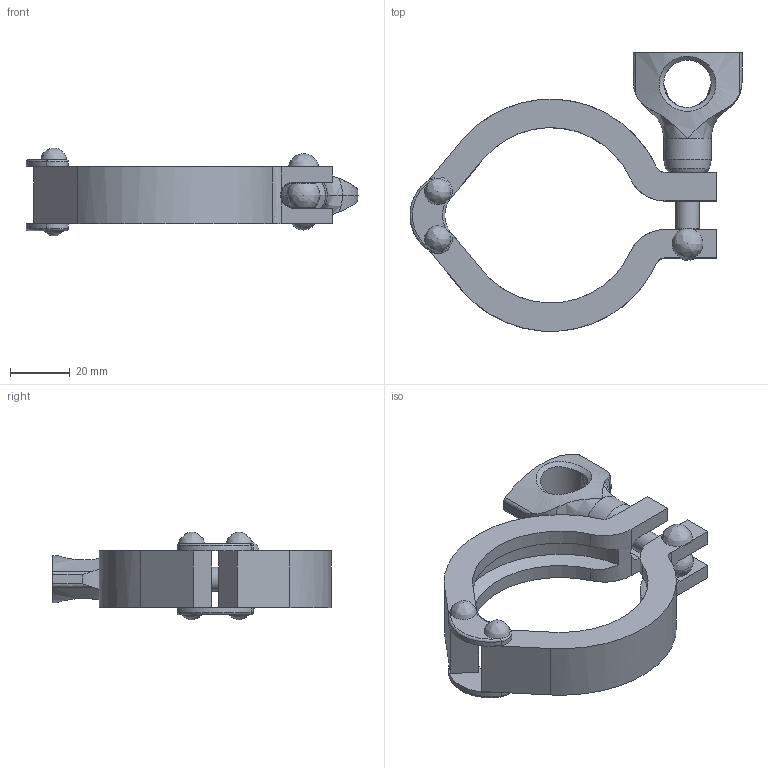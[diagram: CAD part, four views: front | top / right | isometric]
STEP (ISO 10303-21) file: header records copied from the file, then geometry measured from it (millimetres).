
FILE_DESCRIPTION((''),'2;1');
FILE_NAME('9630212196_DN50.stp', '2005-05-10T09:41:25',('User'),('SDRC'),'I-DEAS Master Series 9','UNIX', 'Yes');
FILE_SCHEMA(('CONFIG_CONTROL_DESIGN'));
Length unit declared in the file: millimetre
Bounding box: 111.19 x 93.33 x 29.45 mm (x, y, z)
Volume: 48074.5 mm3; surface area: 21756.7 mm2
Topology: 1 solids, 1 shells, 129 faces, 327 edges, 205 vertices
Faces by surface type: bspline 129
Entity records: 4975 total; most frequent: CARTESIAN_POINT 3068, ORIENTED_EDGE 636, EDGE_CURVE 318, VERTEX_POINT 205, EDGE_LOOP 153, FACE_OUTER_BOUND 129, ADVANCED_FACE 129, B_SPLINE_CURVE_WITH_KNOTS 120
